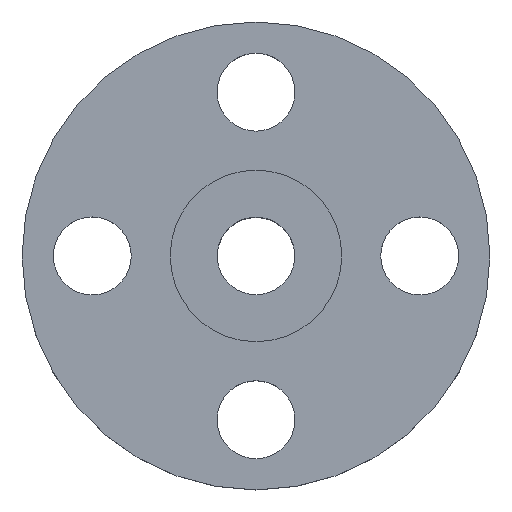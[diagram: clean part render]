
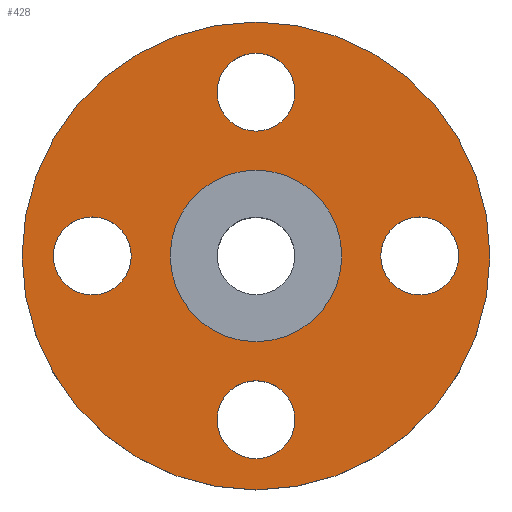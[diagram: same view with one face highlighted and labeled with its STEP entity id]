
A CAD part, top view. The second image highlights one B-rep face of the part: STEP entity #428.
In plain terms, the highlighted planar face has unit normal (0, 0, 1).
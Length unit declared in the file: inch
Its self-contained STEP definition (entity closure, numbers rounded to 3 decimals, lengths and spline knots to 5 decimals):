
#5 = CIRCLE ( 'NONE', #184, 0.3125 ) ;
#9 = DIRECTION ( 'NONE',  ( 1., 0., 0. ) ) ;
#11 = EDGE_LOOP ( 'NONE', ( #238, #416 ) ) ;
#25 = CARTESIAN_POINT ( 'NONE',  ( -1.875, 0., -0.0625 ) ) ;
#36 = EDGE_CURVE ( 'NONE', #724, #780, #685, .T. ) ;
#41 = DIRECTION ( 'NONE',  ( 1., 0., 0. ) ) ;
#46 = CIRCLE ( 'NONE', #381, 0.3125 ) ;
#63 = VERTEX_POINT ( 'NONE', #25 ) ;
#66 = CARTESIAN_POINT ( 'NONE',  ( -0.6875, 0., -0.0625 ) ) ;
#70 = CARTESIAN_POINT ( 'NONE',  ( 0., 0., -0.0625 ) ) ;
#77 = CARTESIAN_POINT ( 'NONE',  ( -0.3125, -1.3125, -0.0625 ) ) ;
#80 = AXIS2_PLACEMENT_3D ( 'NONE', #450, #782, #457 ) ;
#83 = CARTESIAN_POINT ( 'NONE',  ( -1.3125, 0., -0.0625 ) ) ;
#84 = CARTESIAN_POINT ( 'NONE',  ( 0., 1.3125, -0.0625 ) ) ;
#88 = DIRECTION ( 'NONE',  ( 0., 0., 1. ) ) ;
#91 = EDGE_CURVE ( 'NONE', #300, #704, #597, .T. ) ;
#93 = CARTESIAN_POINT ( 'NONE',  ( 0.6875, 0., -0.0625 ) ) ;
#109 = CARTESIAN_POINT ( 'NONE',  ( 0.3125, 1.3125, -0.0625 ) ) ;
#117 = DIRECTION ( 'NONE',  ( 0., 0., 1. ) ) ;
#121 = EDGE_LOOP ( 'NONE', ( #628, #485 ) ) ;
#123 = AXIS2_PLACEMENT_3D ( 'NONE', #605, #211, #525 ) ;
#138 = FACE_BOUND ( 'NONE', #11, .T. ) ;
#145 = CARTESIAN_POINT ( 'NONE',  ( 0., -1.3125, -0.0625 ) ) ;
#154 = ORIENTED_EDGE ( 'NONE', *, *, #195, .F. ) ;
#156 = CARTESIAN_POINT ( 'NONE',  ( -1.3125, 0., -0.0625 ) ) ;
#164 = AXIS2_PLACEMENT_3D ( 'NONE', #736, #270, #266 ) ;
#168 = DIRECTION ( 'NONE',  ( 0., 1., 0. ) ) ;
#183 = CIRCLE ( 'NONE', #656, 0.3125 ) ;
#184 = AXIS2_PLACEMENT_3D ( 'NONE', #358, #562, #168 ) ;
#195 = EDGE_CURVE ( 'NONE', #780, #724, #269, .T. ) ;
#196 = FACE_BOUND ( 'NONE', #735, .T. ) ;
#203 = DIRECTION ( 'NONE',  ( 0., 0., 1. ) ) ;
#205 = DIRECTION ( 'NONE',  ( 1., 0., 0. ) ) ;
#210 = CARTESIAN_POINT ( 'NONE',  ( -1., 0., -0.0625 ) ) ;
#211 = DIRECTION ( 'NONE',  ( 0., 0., 1. ) ) ;
#219 = DIRECTION ( 'NONE',  ( 0., 0., 1. ) ) ;
#221 = VERTEX_POINT ( 'NONE', #767 ) ;
#223 = CARTESIAN_POINT ( 'NONE',  ( -1.625, 0., -0.0625 ) ) ;
#238 = ORIENTED_EDGE ( 'NONE', *, *, #437, .F. ) ;
#239 = EDGE_CURVE ( 'NONE', #743, #221, #708, .T. ) ;
#266 = DIRECTION ( 'NONE',  ( -1., 0., 0. ) ) ;
#269 = CIRCLE ( 'NONE', #615, 0.6875 ) ;
#270 = DIRECTION ( 'NONE',  ( 0., 0., -1. ) ) ;
#273 = CARTESIAN_POINT ( 'NONE',  ( 1.3125, 0., -0.0625 ) ) ;
#292 = ORIENTED_EDGE ( 'NONE', *, *, #91, .F. ) ;
#299 = CARTESIAN_POINT ( 'NONE',  ( 0., 1.3125, -0.0625 ) ) ;
#300 = VERTEX_POINT ( 'NONE', #574 ) ;
#320 = ORIENTED_EDGE ( 'NONE', *, *, #647, .F. ) ;
#323 = AXIS2_PLACEMENT_3D ( 'NONE', #83, #600, #604 ) ;
#342 = DIRECTION ( 'NONE',  ( -1., 0., 0. ) ) ;
#358 = CARTESIAN_POINT ( 'NONE',  ( 0., -1.3125, -0.0625 ) ) ;
#359 = CARTESIAN_POINT ( 'NONE',  ( 0., 0., -0.0625 ) ) ;
#361 = EDGE_CURVE ( 'NONE', #63, #747, #585, .T. ) ;
#381 = AXIS2_PLACEMENT_3D ( 'NONE', #156, #219, #417 ) ;
#394 = CIRCLE ( 'NONE', #529, 0.3125 ) ;
#413 = ORIENTED_EDGE ( 'NONE', *, *, #624, .T. ) ;
#415 = EDGE_CURVE ( 'NONE', #522, #442, #46, .T. ) ;
#416 = ORIENTED_EDGE ( 'NONE', *, *, #859, .F. ) ;
#417 = DIRECTION ( 'NONE',  ( 1., 0., 0. ) ) ;
#428 = ADVANCED_FACE ( 'NONE', ( #732, #658, #138, #487, #196, #470 ), #856, .F. ) ;
#435 = DIRECTION ( 'NONE',  ( 0., -1., 0. ) ) ;
#437 = EDGE_CURVE ( 'NONE', #570, #646, #183, .T. ) ;
#442 = VERTEX_POINT ( 'NONE', #210 ) ;
#450 = CARTESIAN_POINT ( 'NONE',  ( 0., 0., -0.0625 ) ) ;
#456 = ORIENTED_EDGE ( 'NONE', *, *, #239, .F. ) ;
#457 = DIRECTION ( 'NONE',  ( 1., 0., 0. ) ) ;
#460 = EDGE_CURVE ( 'NONE', #442, #522, #821, .T. ) ;
#470 = FACE_OUTER_BOUND ( 'NONE', #690, .T. ) ;
#481 = DIRECTION ( 'NONE',  ( 0., 0., 1. ) ) ;
#484 = AXIS2_PLACEMENT_3D ( 'NONE', #545, #805, #205 ) ;
#485 = ORIENTED_EDGE ( 'NONE', *, *, #415, .F. ) ;
#487 = FACE_BOUND ( 'NONE', #121, .T. ) ;
#488 = DIRECTION ( 'NONE',  ( 0., -1., 0. ) ) ;
#522 = VERTEX_POINT ( 'NONE', #223 ) ;
#525 = DIRECTION ( 'NONE',  ( -1., 0., 0. ) ) ;
#529 = AXIS2_PLACEMENT_3D ( 'NONE', #84, #88, #488 ) ;
#543 = CIRCLE ( 'NONE', #779, 1.875 ) ;
#545 = CARTESIAN_POINT ( 'NONE',  ( 0., 0., -0.0625 ) ) ;
#562 = DIRECTION ( 'NONE',  ( 0., 0., 1. ) ) ;
#570 = VERTEX_POINT ( 'NONE', #720 ) ;
#574 = CARTESIAN_POINT ( 'NONE',  ( 1.625, 0., -0.0625 ) ) ;
#584 = AXIS2_PLACEMENT_3D ( 'NONE', #273, #667, #342 ) ;
#585 = CIRCLE ( 'NONE', #80, 1.875 ) ;
#597 = CIRCLE ( 'NONE', #584, 0.3125 ) ;
#600 = DIRECTION ( 'NONE',  ( 0., 0., 1. ) ) ;
#604 = DIRECTION ( 'NONE',  ( 1., 0., 0. ) ) ;
#605 = CARTESIAN_POINT ( 'NONE',  ( 1.3125, 0., -0.0625 ) ) ;
#615 = AXIS2_PLACEMENT_3D ( 'NONE', #359, #762, #41 ) ;
#624 = EDGE_CURVE ( 'NONE', #747, #63, #543, .T. ) ;
#628 = ORIENTED_EDGE ( 'NONE', *, *, #460, .F. ) ;
#646 = VERTEX_POINT ( 'NONE', #77 ) ;
#647 = EDGE_CURVE ( 'NONE', #704, #300, #726, .T. ) ;
#656 = AXIS2_PLACEMENT_3D ( 'NONE', #145, #203, #729 ) ;
#658 = FACE_BOUND ( 'NONE', #684, .T. ) ;
#667 = DIRECTION ( 'NONE',  ( 0., 0., 1. ) ) ;
#669 = AXIS2_PLACEMENT_3D ( 'NONE', #299, #117, #435 ) ;
#673 = CARTESIAN_POINT ( 'NONE',  ( 1., 0., -0.0625 ) ) ;
#684 = EDGE_LOOP ( 'NONE', ( #292, #320 ) ) ;
#685 = CIRCLE ( 'NONE', #484, 0.6875 ) ;
#690 = EDGE_LOOP ( 'NONE', ( #413, #806 ) ) ;
#704 = VERTEX_POINT ( 'NONE', #673 ) ;
#708 = CIRCLE ( 'NONE', #669, 0.3125 ) ;
#709 = EDGE_CURVE ( 'NONE', #221, #743, #394, .T. ) ;
#720 = CARTESIAN_POINT ( 'NONE',  ( 0.3125, -1.3125, -0.0625 ) ) ;
#724 = VERTEX_POINT ( 'NONE', #66 ) ;
#726 = CIRCLE ( 'NONE', #123, 0.3125 ) ;
#729 = DIRECTION ( 'NONE',  ( 0., 1., 0. ) ) ;
#732 = FACE_BOUND ( 'NONE', #838, .T. ) ;
#735 = EDGE_LOOP ( 'NONE', ( #154, #763 ) ) ;
#736 = CARTESIAN_POINT ( 'NONE',  ( 0., 0.6875, -0.0625 ) ) ;
#743 = VERTEX_POINT ( 'NONE', #109 ) ;
#747 = VERTEX_POINT ( 'NONE', #827 ) ;
#762 = DIRECTION ( 'NONE',  ( 0., 0., 1. ) ) ;
#763 = ORIENTED_EDGE ( 'NONE', *, *, #36, .F. ) ;
#767 = CARTESIAN_POINT ( 'NONE',  ( -0.3125, 1.3125, -0.0625 ) ) ;
#779 = AXIS2_PLACEMENT_3D ( 'NONE', #70, #481, #9 ) ;
#780 = VERTEX_POINT ( 'NONE', #93 ) ;
#782 = DIRECTION ( 'NONE',  ( 0., 0., 1. ) ) ;
#805 = DIRECTION ( 'NONE',  ( 0., 0., 1. ) ) ;
#806 = ORIENTED_EDGE ( 'NONE', *, *, #361, .T. ) ;
#812 = ORIENTED_EDGE ( 'NONE', *, *, #709, .F. ) ;
#821 = CIRCLE ( 'NONE', #323, 0.3125 ) ;
#827 = CARTESIAN_POINT ( 'NONE',  ( 1.875, 0., -0.0625 ) ) ;
#838 = EDGE_LOOP ( 'NONE', ( #456, #812 ) ) ;
#856 = PLANE ( 'NONE',  #164 ) ;
#859 = EDGE_CURVE ( 'NONE', #646, #570, #5, .T. ) ;
